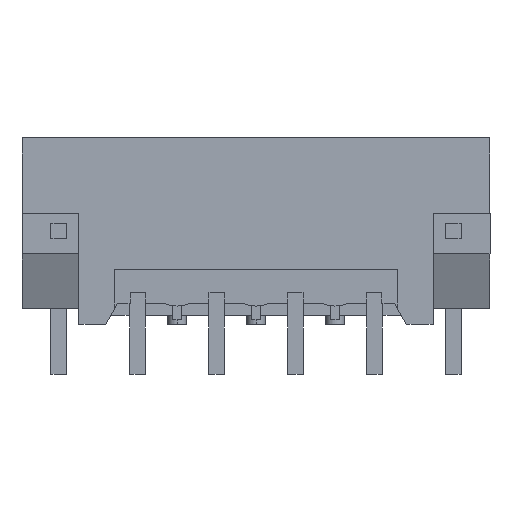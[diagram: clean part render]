
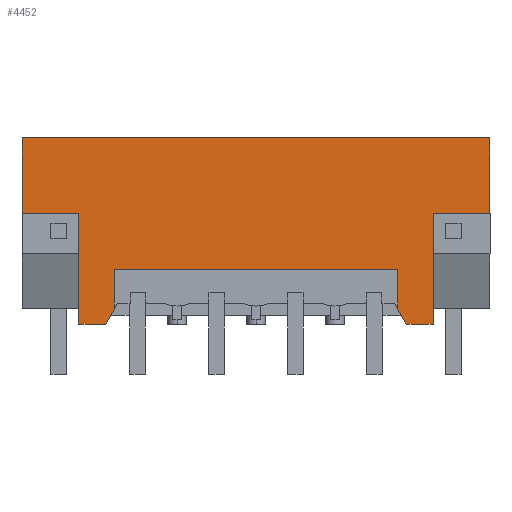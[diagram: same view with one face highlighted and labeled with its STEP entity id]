
A CAD part, front view. The second image highlights one B-rep face of the part: STEP entity #4452.
In plain terms, the highlighted planar face has unit normal (0, -1, 0).
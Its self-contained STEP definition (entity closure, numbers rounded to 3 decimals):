
#4406=AXIS2_PLACEMENT_3D('Plane Axis2P3D',#4403,#4404,#4405) ;
#1378=CARTESIAN_POINT('Vertex',(5.94,0.,4.181)) ;
#1381=CARTESIAN_POINT('Line Origine',(5.657,0.,3.691)) ;
#1385=CARTESIAN_POINT('Vertex',(5.373,0.,3.2)) ;
#1432=CARTESIAN_POINT('Line Origine',(4.517,0.,3.2)) ;
#1436=CARTESIAN_POINT('Vertex',(3.66,0.,3.2)) ;
#1477=CARTESIAN_POINT('Line Origine',(3.66,0.,6.773)) ;
#1481=CARTESIAN_POINT('Vertex',(3.66,0.,10.346)) ;
#1706=CARTESIAN_POINT('Vertex',(0.,0.,10.346)) ;
#1709=CARTESIAN_POINT('Line Origine',(0.,0.,12.773)) ;
#1713=CARTESIAN_POINT('Vertex',(0.,0.,15.2)) ;
#2829=CARTESIAN_POINT('Vertex',(30.12,0.,15.2)) ;
#2832=CARTESIAN_POINT('Line Origine',(30.12,0.,12.773)) ;
#2836=CARTESIAN_POINT('Vertex',(30.12,0.,10.346)) ;
#3065=CARTESIAN_POINT('Vertex',(26.46,0.,10.346)) ;
#3068=CARTESIAN_POINT('Line Origine',(26.46,0.,6.773)) ;
#3072=CARTESIAN_POINT('Vertex',(26.46,0.,3.2)) ;
#3107=CARTESIAN_POINT('Line Origine',(25.79,0.,3.2)) ;
#3111=CARTESIAN_POINT('Vertex',(25.12,0.,3.2)) ;
#3114=CARTESIAN_POINT('Line Origine',(24.933,0.,3.2)) ;
#3118=CARTESIAN_POINT('Vertex',(24.747,0.,3.2)) ;
#3189=CARTESIAN_POINT('Line Origine',(24.463,0.,3.691)) ;
#3193=CARTESIAN_POINT('Vertex',(24.18,0.,4.181)) ;
#4388=CARTESIAN_POINT('Vertex',(5.94,0.,6.75)) ;
#4391=CARTESIAN_POINT('Line Origine',(5.94,0.,5.466)) ;
#4403=CARTESIAN_POINT('Axis2P3D Location',(5.,0.,3.2)) ;
#4408=CARTESIAN_POINT('Line Origine',(1.83,0.,10.346)) ;
#4413=CARTESIAN_POINT('Line Origine',(15.06,0.,6.75)) ;
#4417=CARTESIAN_POINT('Vertex',(24.18,0.,6.75)) ;
#4420=CARTESIAN_POINT('Line Origine',(24.18,0.,5.466)) ;
#4425=CARTESIAN_POINT('Line Origine',(28.29,0.,10.346)) ;
#4430=CARTESIAN_POINT('Line Origine',(15.06,0.,15.2)) ;
#1382=DIRECTION('Vector Direction',(-0.5,0.,-0.866)) ;
#1433=DIRECTION('Vector Direction',(1.,0.,0.)) ;
#1478=DIRECTION('Vector Direction',(0.,0.,1.)) ;
#1710=DIRECTION('Vector Direction',(0.,0.,1.)) ;
#2833=DIRECTION('Vector Direction',(0.,0.,1.)) ;
#3069=DIRECTION('Vector Direction',(0.,0.,1.)) ;
#3108=DIRECTION('Vector Direction',(-1.,0.,0.)) ;
#3115=DIRECTION('Vector Direction',(1.,0.,0.)) ;
#3190=DIRECTION('Vector Direction',(-0.5,0.,0.866)) ;
#4392=DIRECTION('Vector Direction',(0.,0.,-1.)) ;
#4404=DIRECTION('Axis2P3D Direction',(0.,1.,0.)) ;
#4405=DIRECTION('Axis2P3D XDirection',(0.,0.,-1.)) ;
#4409=DIRECTION('Vector Direction',(1.,0.,0.)) ;
#4414=DIRECTION('Vector Direction',(-1.,0.,0.)) ;
#4421=DIRECTION('Vector Direction',(0.,0.,1.)) ;
#4426=DIRECTION('Vector Direction',(-1.,0.,0.)) ;
#4431=DIRECTION('Vector Direction',(-1.,0.,0.)) ;
#1383=VECTOR('Line Direction',#1382,1.) ;
#1434=VECTOR('Line Direction',#1433,1.) ;
#1479=VECTOR('Line Direction',#1478,1.) ;
#1711=VECTOR('Line Direction',#1710,1.) ;
#2834=VECTOR('Line Direction',#2833,1.) ;
#3070=VECTOR('Line Direction',#3069,1.) ;
#3109=VECTOR('Line Direction',#3108,1.) ;
#3116=VECTOR('Line Direction',#3115,1.) ;
#3191=VECTOR('Line Direction',#3190,1.) ;
#4393=VECTOR('Line Direction',#4392,1.) ;
#4410=VECTOR('Line Direction',#4409,1.) ;
#4415=VECTOR('Line Direction',#4414,1.) ;
#4422=VECTOR('Line Direction',#4421,1.) ;
#4427=VECTOR('Line Direction',#4426,1.) ;
#4432=VECTOR('Line Direction',#4431,1.) ;
#4436=ORIENTED_EDGE('',*,*,#1715,.F.) ;
#4437=ORIENTED_EDGE('',*,*,#4412,.T.) ;
#4438=ORIENTED_EDGE('',*,*,#1483,.F.) ;
#4439=ORIENTED_EDGE('',*,*,#1438,.T.) ;
#4440=ORIENTED_EDGE('',*,*,#1387,.F.) ;
#4441=ORIENTED_EDGE('',*,*,#4395,.F.) ;
#4442=ORIENTED_EDGE('',*,*,#4419,.F.) ;
#4443=ORIENTED_EDGE('',*,*,#4424,.F.) ;
#4444=ORIENTED_EDGE('',*,*,#3195,.F.) ;
#4445=ORIENTED_EDGE('',*,*,#3120,.T.) ;
#4446=ORIENTED_EDGE('',*,*,#3113,.F.) ;
#4447=ORIENTED_EDGE('',*,*,#3074,.T.) ;
#4448=ORIENTED_EDGE('',*,*,#4429,.F.) ;
#4449=ORIENTED_EDGE('',*,*,#2838,.T.) ;
#4450=ORIENTED_EDGE('',*,*,#4434,.T.) ;
#4452=ADVANCED_FACE('HOUSING',(#4451),#4407,.F.) ;
#1387=EDGE_CURVE('',#1379,#1386,#1384,.T.) ;
#1438=EDGE_CURVE('',#1437,#1386,#1435,.T.) ;
#1483=EDGE_CURVE('',#1437,#1482,#1480,.T.) ;
#1715=EDGE_CURVE('',#1707,#1714,#1712,.T.) ;
#2838=EDGE_CURVE('',#2837,#2830,#2835,.T.) ;
#3074=EDGE_CURVE('',#3073,#3066,#3071,.T.) ;
#3113=EDGE_CURVE('',#3073,#3112,#3110,.T.) ;
#3120=EDGE_CURVE('',#3119,#3112,#3117,.T.) ;
#3195=EDGE_CURVE('',#3119,#3194,#3192,.T.) ;
#4395=EDGE_CURVE('',#4389,#1379,#4394,.T.) ;
#4412=EDGE_CURVE('',#1707,#1482,#4411,.T.) ;
#4419=EDGE_CURVE('',#4418,#4389,#4416,.T.) ;
#4424=EDGE_CURVE('',#3194,#4418,#4423,.T.) ;
#4429=EDGE_CURVE('',#2837,#3066,#4428,.T.) ;
#4434=EDGE_CURVE('',#2830,#1714,#4433,.T.) ;
#4435=EDGE_LOOP('',(#4436,#4437,#4438,#4439,#4440,#4441,#4442,#4443,#4444,#4445,#4446,#4447,#4448,#4449,#4450)) ;
#4451=FACE_OUTER_BOUND('',#4435,.T.) ;
#1384=LINE('Line',#1381,#1383) ;
#1435=LINE('Line',#1432,#1434) ;
#1480=LINE('Line',#1477,#1479) ;
#1712=LINE('Line',#1709,#1711) ;
#2835=LINE('Line',#2832,#2834) ;
#3071=LINE('Line',#3068,#3070) ;
#3110=LINE('Line',#3107,#3109) ;
#3117=LINE('Line',#3114,#3116) ;
#3192=LINE('Line',#3189,#3191) ;
#4394=LINE('Line',#4391,#4393) ;
#4411=LINE('Line',#4408,#4410) ;
#4416=LINE('Line',#4413,#4415) ;
#4423=LINE('Line',#4420,#4422) ;
#4428=LINE('Line',#4425,#4427) ;
#4433=LINE('Line',#4430,#4432) ;
#4407=PLANE('',#4406) ;
#1379=VERTEX_POINT('',#1378) ;
#1386=VERTEX_POINT('',#1385) ;
#1437=VERTEX_POINT('',#1436) ;
#1482=VERTEX_POINT('',#1481) ;
#1707=VERTEX_POINT('',#1706) ;
#1714=VERTEX_POINT('',#1713) ;
#2830=VERTEX_POINT('',#2829) ;
#2837=VERTEX_POINT('',#2836) ;
#3066=VERTEX_POINT('',#3065) ;
#3073=VERTEX_POINT('',#3072) ;
#3112=VERTEX_POINT('',#3111) ;
#3119=VERTEX_POINT('',#3118) ;
#3194=VERTEX_POINT('',#3193) ;
#4389=VERTEX_POINT('',#4388) ;
#4418=VERTEX_POINT('',#4417) ;
